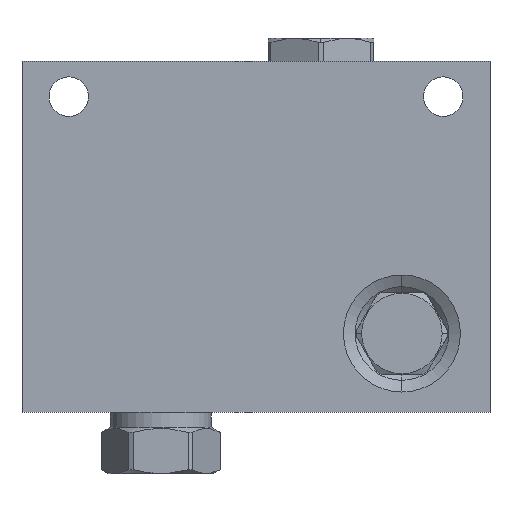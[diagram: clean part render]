
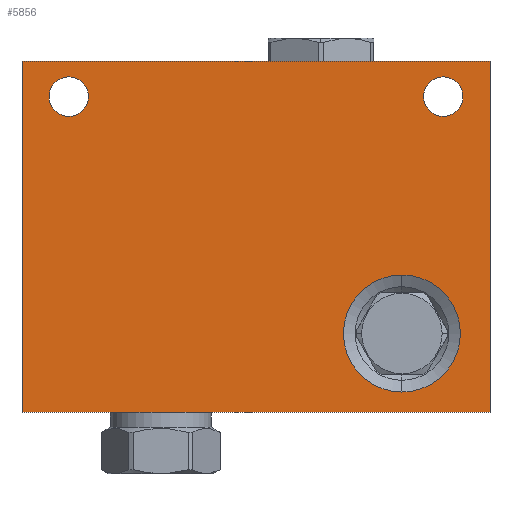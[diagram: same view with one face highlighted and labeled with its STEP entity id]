
A CAD part, front view. The second image highlights one B-rep face of the part: STEP entity #5856.
In plain terms, the highlighted planar face has unit normal (0, -1, 0).
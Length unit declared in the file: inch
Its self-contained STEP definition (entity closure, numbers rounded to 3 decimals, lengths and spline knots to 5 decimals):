
#5=DIRECTION('',(1.,0.,0.));
#6=VECTOR('',#5,5.);
#7=CARTESIAN_POINT('',(0.,-4.,0.));
#8=LINE('',#7,#6);
#105=DIRECTION('',(0.,0.,1.));
#106=VECTOR('',#105,3.75);
#107=CARTESIAN_POINT('',(5.,-4.,0.));
#108=LINE('',#107,#106);
#139=DIRECTION('',(0.,0.,1.));
#140=VECTOR('',#139,3.75);
#141=CARTESIAN_POINT('',(0.,-4.,0.));
#142=LINE('',#141,#140);
#143=CARTESIAN_POINT('',(4.059,-4.,0.844));
#144=DIRECTION('',(0.,1.,0.));
#145=DIRECTION('',(0.,0.,-1.));
#146=AXIS2_PLACEMENT_3D('',#143,#144,#145);
#148=CARTESIAN_POINT('',(4.059,-4.,0.844));
#149=DIRECTION('',(0.,1.,0.));
#150=DIRECTION('',(0.,0.,1.));
#151=AXIS2_PLACEMENT_3D('',#148,#149,#150);
#153=CARTESIAN_POINT('',(4.5,-4.,3.375));
#154=DIRECTION('',(0.,1.,0.));
#155=DIRECTION('',(0.,0.,-1.));
#156=AXIS2_PLACEMENT_3D('',#153,#154,#155);
#158=CARTESIAN_POINT('',(4.5,-4.,3.375));
#159=DIRECTION('',(0.,1.,0.));
#160=DIRECTION('',(0.,0.,1.));
#161=AXIS2_PLACEMENT_3D('',#158,#159,#160);
#163=CARTESIAN_POINT('',(0.5,-4.,3.375));
#164=DIRECTION('',(0.,1.,0.));
#165=DIRECTION('',(0.,0.,-1.));
#166=AXIS2_PLACEMENT_3D('',#163,#164,#165);
#168=CARTESIAN_POINT('',(0.5,-4.,3.375));
#169=DIRECTION('',(0.,1.,0.));
#170=DIRECTION('',(0.,0.,1.));
#171=AXIS2_PLACEMENT_3D('',#168,#169,#170);
#185=DIRECTION('',(1.,0.,0.));
#186=VECTOR('',#185,5.);
#187=CARTESIAN_POINT('',(0.,-4.,3.75));
#188=LINE('',#187,#186);
#5027=CARTESIAN_POINT('',(0.,-4.,0.));
#5029=VERTEX_POINT('',#5027);
#5030=CARTESIAN_POINT('',(5.,-4.,0.));
#5031=VERTEX_POINT('',#5030);
#5035=CARTESIAN_POINT('',(0.,-4.,3.75));
#5037=VERTEX_POINT('',#5035);
#5038=CARTESIAN_POINT('',(5.,-4.,3.75));
#5039=VERTEX_POINT('',#5038);
#5486=CARTESIAN_POINT('',(4.059,-4.,0.219));
#5487=CARTESIAN_POINT('',(4.059,-4.,1.469));
#5488=VERTEX_POINT('',#5486);
#5489=VERTEX_POINT('',#5487);
#5494=CARTESIAN_POINT('',(4.5,-4.,3.164));
#5495=CARTESIAN_POINT('',(4.5,-4.,3.586));
#5496=VERTEX_POINT('',#5494);
#5497=VERTEX_POINT('',#5495);
#5502=CARTESIAN_POINT('',(0.5,-4.,3.164));
#5503=CARTESIAN_POINT('',(0.5,-4.,3.586));
#5504=VERTEX_POINT('',#5502);
#5505=VERTEX_POINT('',#5503);
#5826=CARTESIAN_POINT('',(0.,-4.,0.));
#5827=DIRECTION('',(0.,-1.,0.));
#5828=DIRECTION('',(1.,0.,0.));
#5829=AXIS2_PLACEMENT_3D('',#5826,#5827,#5828);
#5830=PLANE('',#5829);
#5831=ORIENTED_EDGE('',*,*,#5708,.F.);
#5832=ORIENTED_EDGE('',*,*,#5739,.T.);
#5834=ORIENTED_EDGE('',*,*,#5833,.T.);
#5835=ORIENTED_EDGE('',*,*,#5800,.F.);
#5836=EDGE_LOOP('',(#5831,#5832,#5834,#5835));
#5837=FACE_OUTER_BOUND('',#5836,.F.);
#5839=ORIENTED_EDGE('',*,*,#5838,.F.);
#5841=ORIENTED_EDGE('',*,*,#5840,.F.);
#5842=EDGE_LOOP('',(#5839,#5841));
#5843=FACE_BOUND('',#5842,.F.);
#5845=ORIENTED_EDGE('',*,*,#5844,.F.);
#5847=ORIENTED_EDGE('',*,*,#5846,.F.);
#5848=EDGE_LOOP('',(#5845,#5847));
#5849=FACE_BOUND('',#5848,.F.);
#5851=ORIENTED_EDGE('',*,*,#5850,.F.);
#5853=ORIENTED_EDGE('',*,*,#5852,.F.);
#5854=EDGE_LOOP('',(#5851,#5853));
#5855=FACE_BOUND('',#5854,.F.);
#5856=ADVANCED_FACE('',(#5837,#5843,#5849,#5855),#5830,.T.);
#147=CIRCLE('',#146,0.625);
#152=CIRCLE('',#151,0.625);
#157=CIRCLE('',#156,0.211);
#162=CIRCLE('',#161,0.211);
#167=CIRCLE('',#166,0.211);
#172=CIRCLE('',#171,0.211);
#5708=EDGE_CURVE('',#5029,#5031,#8,.T.);
#5739=EDGE_CURVE('',#5029,#5037,#142,.T.);
#5800=EDGE_CURVE('',#5031,#5039,#108,.T.);
#5833=EDGE_CURVE('',#5037,#5039,#188,.T.);
#5838=EDGE_CURVE('',#5488,#5489,#147,.T.);
#5840=EDGE_CURVE('',#5489,#5488,#152,.T.);
#5844=EDGE_CURVE('',#5496,#5497,#157,.T.);
#5846=EDGE_CURVE('',#5497,#5496,#162,.T.);
#5850=EDGE_CURVE('',#5504,#5505,#167,.T.);
#5852=EDGE_CURVE('',#5505,#5504,#172,.T.);
